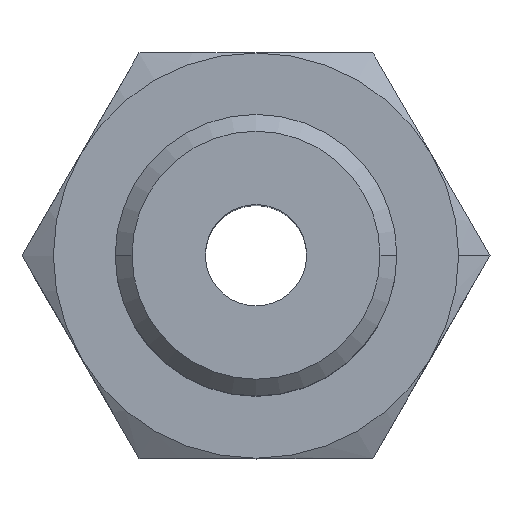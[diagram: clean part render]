
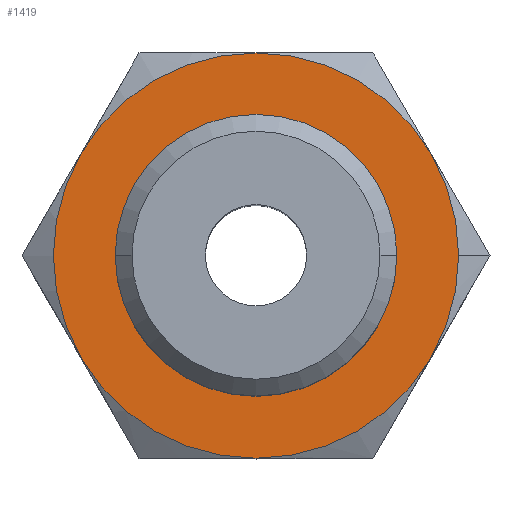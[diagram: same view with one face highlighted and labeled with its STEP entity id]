
A CAD part, top view. The second image highlights one B-rep face of the part: STEP entity #1419.
In plain terms, the highlighted planar face has unit normal (0, 0, 1).
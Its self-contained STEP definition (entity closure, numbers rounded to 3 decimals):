
#18 = DIRECTION ( 'NONE',  ( 0., 0., 1. ) ) ;
#28 = DIRECTION ( 'NONE',  ( 1., 0., 0. ) ) ;
#63 = DIRECTION ( 'NONE',  ( 0., 0., 1. ) ) ;
#69 = DIRECTION ( 'NONE',  ( 1., 0., 0. ) ) ;
#80 = AXIS2_PLACEMENT_3D ( 'NONE', #811, #1516, #832 ) ;
#94 = VERTEX_POINT ( 'NONE', #1481 ) ;
#103 = FACE_BOUND ( 'NONE', #606, .T. ) ;
#169 = CIRCLE ( 'NONE', #622, 7. ) ;
#213 = EDGE_CURVE ( 'NONE', #94, #285, #340, .T. ) ;
#239 = EDGE_CURVE ( 'NONE', #329, #382, #449, .T. ) ;
#243 = EDGE_LOOP ( 'NONE', ( #779, #389, #1688, #1717, #826, #318, #1264 ) ) ;
#258 = CARTESIAN_POINT ( 'NONE',  ( 0., 0., 22. ) ) ;
#285 = VERTEX_POINT ( 'NONE', #803 ) ;
#308 = AXIS2_PLACEMENT_3D ( 'NONE', #587, #438, #1259 ) ;
#318 = ORIENTED_EDGE ( 'NONE', *, *, #239, .T. ) ;
#329 = VERTEX_POINT ( 'NONE', #1157 ) ;
#336 = ORIENTED_EDGE ( 'NONE', *, *, #213, .T. ) ;
#340 = CIRCLE ( 'NONE', #80, 4.864 ) ;
#342 = AXIS2_PLACEMENT_3D ( 'NONE', #1716, #1584, #1723 ) ;
#349 = EDGE_CURVE ( 'NONE', #854, #329, #967, .T. ) ;
#382 = VERTEX_POINT ( 'NONE', #1403 ) ;
#389 = ORIENTED_EDGE ( 'NONE', *, *, #652, .T. ) ;
#411 = CARTESIAN_POINT ( 'NONE',  ( 6.062, 3.5, 22. ) ) ;
#415 = EDGE_CURVE ( 'NONE', #1624, #1316, #850, .T. ) ;
#438 = DIRECTION ( 'NONE',  ( 0., 0., 1. ) ) ;
#449 = CIRCLE ( 'NONE', #616, 7. ) ;
#458 = CARTESIAN_POINT ( 'NONE',  ( 7., 0., 22. ) ) ;
#474 = DIRECTION ( 'NONE',  ( 1., 0., 0. ) ) ;
#517 = CARTESIAN_POINT ( 'NONE',  ( 6.062, -3.5, 22. ) ) ;
#518 = PLANE ( 'NONE',  #897 ) ;
#541 = CARTESIAN_POINT ( 'NONE',  ( 0., 7., 22. ) ) ;
#544 = DIRECTION ( 'NONE',  ( 1., 0., 0. ) ) ;
#587 = CARTESIAN_POINT ( 'NONE',  ( 0., 0., 22. ) ) ;
#602 = EDGE_CURVE ( 'NONE', #285, #94, #892, .T. ) ;
#603 = DIRECTION ( 'NONE',  ( 0., 0., 1. ) ) ;
#606 = EDGE_LOOP ( 'NONE', ( #1585, #336 ) ) ;
#616 = AXIS2_PLACEMENT_3D ( 'NONE', #258, #1253, #544 ) ;
#622 = AXIS2_PLACEMENT_3D ( 'NONE', #683, #708, #1104 ) ;
#627 = CARTESIAN_POINT ( 'NONE',  ( 0., 0., 22. ) ) ;
#652 = EDGE_CURVE ( 'NONE', #1093, #1624, #1540, .T. ) ;
#683 = CARTESIAN_POINT ( 'NONE',  ( 0., 0., 22. ) ) ;
#708 = DIRECTION ( 'NONE',  ( 0., 0., 1. ) ) ;
#757 = VERTEX_POINT ( 'NONE', #517 ) ;
#775 = DIRECTION ( 'NONE',  ( 1., 0., 0. ) ) ;
#779 = ORIENTED_EDGE ( 'NONE', *, *, #1365, .T. ) ;
#803 = CARTESIAN_POINT ( 'NONE',  ( 4.864, 0., 22. ) ) ;
#811 = CARTESIAN_POINT ( 'NONE',  ( 0., 0., 22. ) ) ;
#826 = ORIENTED_EDGE ( 'NONE', *, *, #349, .T. ) ;
#832 = DIRECTION ( 'NONE',  ( 1., 0., 0. ) ) ;
#850 = CIRCLE ( 'NONE', #308, 7. ) ;
#854 = VERTEX_POINT ( 'NONE', #1603 ) ;
#874 = CARTESIAN_POINT ( 'NONE',  ( 0., 0., 22. ) ) ;
#892 = CIRCLE ( 'NONE', #342, 4.864 ) ;
#897 = AXIS2_PLACEMENT_3D ( 'NONE', #1345, #940, #775 ) ;
#918 = AXIS2_PLACEMENT_3D ( 'NONE', #1020, #63, #1132 ) ;
#940 = DIRECTION ( 'NONE',  ( 0., 0., 1. ) ) ;
#967 = CIRCLE ( 'NONE', #918, 7. ) ;
#1020 = CARTESIAN_POINT ( 'NONE',  ( 0., 0., 22. ) ) ;
#1068 = FACE_OUTER_BOUND ( 'NONE', #243, .T. ) ;
#1085 = CIRCLE ( 'NONE', #1111, 7. ) ;
#1093 = VERTEX_POINT ( 'NONE', #458 ) ;
#1104 = DIRECTION ( 'NONE',  ( 1., 0., 0. ) ) ;
#1111 = AXIS2_PLACEMENT_3D ( 'NONE', #874, #603, #474 ) ;
#1132 = DIRECTION ( 'NONE',  ( 1., 0., 0. ) ) ;
#1157 = CARTESIAN_POINT ( 'NONE',  ( -6.062, -3.5, 22. ) ) ;
#1170 = AXIS2_PLACEMENT_3D ( 'NONE', #627, #1294, #69 ) ;
#1212 = EDGE_CURVE ( 'NONE', #382, #757, #1085, .T. ) ;
#1237 = CARTESIAN_POINT ( 'NONE',  ( 0., 0., 22. ) ) ;
#1251 = AXIS2_PLACEMENT_3D ( 'NONE', #1237, #18, #28 ) ;
#1253 = DIRECTION ( 'NONE',  ( 0., 0., 1. ) ) ;
#1259 = DIRECTION ( 'NONE',  ( 1., 0., 0. ) ) ;
#1264 = ORIENTED_EDGE ( 'NONE', *, *, #1212, .T. ) ;
#1294 = DIRECTION ( 'NONE',  ( 0., 0., 1. ) ) ;
#1316 = VERTEX_POINT ( 'NONE', #541 ) ;
#1335 = CIRCLE ( 'NONE', #1251, 7. ) ;
#1345 = CARTESIAN_POINT ( 'NONE',  ( 5.25, 0., 22. ) ) ;
#1365 = EDGE_CURVE ( 'NONE', #757, #1093, #169, .T. ) ;
#1403 = CARTESIAN_POINT ( 'NONE',  ( 0., -7., 22. ) ) ;
#1419 = ADVANCED_FACE ( 'NONE', ( #103, #1068 ), #518, .T. ) ;
#1481 = CARTESIAN_POINT ( 'NONE',  ( -4.864, 0., 22. ) ) ;
#1516 = DIRECTION ( 'NONE',  ( 0., 0., -1. ) ) ;
#1540 = CIRCLE ( 'NONE', #1170, 7. ) ;
#1584 = DIRECTION ( 'NONE',  ( 0., 0., -1. ) ) ;
#1585 = ORIENTED_EDGE ( 'NONE', *, *, #602, .T. ) ;
#1603 = CARTESIAN_POINT ( 'NONE',  ( -6.062, 3.5, 22. ) ) ;
#1624 = VERTEX_POINT ( 'NONE', #411 ) ;
#1688 = ORIENTED_EDGE ( 'NONE', *, *, #415, .T. ) ;
#1716 = CARTESIAN_POINT ( 'NONE',  ( 0., 0., 22. ) ) ;
#1717 = ORIENTED_EDGE ( 'NONE', *, *, #1744, .T. ) ;
#1723 = DIRECTION ( 'NONE',  ( 1., 0., 0. ) ) ;
#1744 = EDGE_CURVE ( 'NONE', #1316, #854, #1335, .T. ) ;
